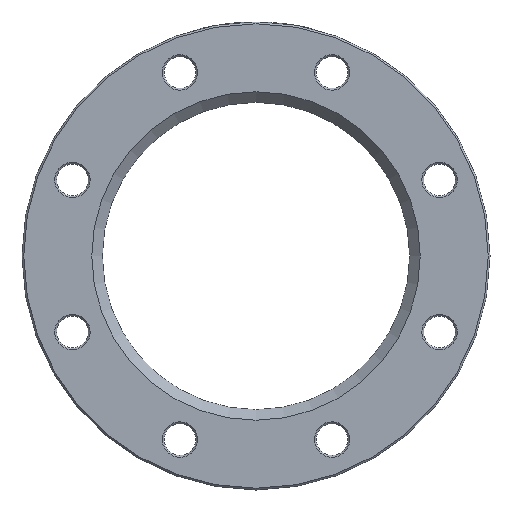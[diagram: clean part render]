
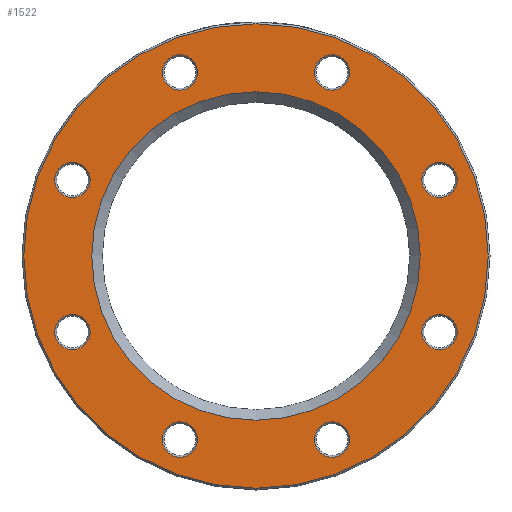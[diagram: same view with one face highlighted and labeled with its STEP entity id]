
A CAD part, left-side view. The second image highlights one B-rep face of the part: STEP entity #1522.
In plain terms, the highlighted planar face has unit normal (-1, 0, 0).
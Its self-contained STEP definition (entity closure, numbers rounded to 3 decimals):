
#300 = DIRECTION ( 'NONE',  ( 0., 0., -1. ) ) ;
#310 = VERTEX_POINT ( 'NONE', #1909 ) ;
#468 = EDGE_LOOP ( 'NONE', ( #4519 ) ) ;
#529 = FACE_BOUND ( 'NONE', #468, .T. ) ;
#550 = EDGE_LOOP ( 'NONE', ( #4706 ) ) ;
#551 = CARTESIAN_POINT ( 'NONE',  ( 0., 43.052, 103.936 ) ) ;
#556 = ORIENTED_EDGE ( 'NONE', *, *, #3859, .T. ) ;
#559 = FACE_BOUND ( 'NONE', #718, .T. ) ;
#604 = CARTESIAN_POINT ( 'NONE',  ( 0., 43.052, -103.936 ) ) ;
#668 = EDGE_CURVE ( 'NONE', #3889, #3889, #3348, .T. ) ;
#697 = CARTESIAN_POINT ( 'NONE',  ( 0., -43.052, -113.936 ) ) ;
#701 = ORIENTED_EDGE ( 'NONE', *, *, #3725, .T. ) ;
#718 = EDGE_LOOP ( 'NONE', ( #5234 ) ) ;
#726 = CARTESIAN_POINT ( 'NONE',  ( 0., 103.936, -43.052 ) ) ;
#789 = CIRCLE ( 'NONE', #1705, 10. ) ;
#808 = EDGE_CURVE ( 'NONE', #1495, #1495, #1415, .T. ) ;
#818 = CIRCLE ( 'NONE', #3785, 131.5 ) ;
#861 = CARTESIAN_POINT ( 'NONE',  ( 0., 43.052, -113.936 ) ) ;
#877 = EDGE_LOOP ( 'NONE', ( #701 ) ) ;
#888 = DIRECTION ( 'NONE',  ( 1., 0., 0. ) ) ;
#898 = ORIENTED_EDGE ( 'NONE', *, *, #4496, .T. ) ;
#930 = FACE_BOUND ( 'NONE', #1900, .T. ) ;
#945 = DIRECTION ( 'NONE',  ( 1., 0., 0. ) ) ;
#1014 = EDGE_CURVE ( 'NONE', #3911, #3911, #818, .T. ) ;
#1027 = DIRECTION ( 'NONE',  ( 0., 0., -1. ) ) ;
#1029 = DIRECTION ( 'NONE',  ( 0., 0., -1. ) ) ;
#1072 = DIRECTION ( 'NONE',  ( 0., 0., -1. ) ) ;
#1256 = CIRCLE ( 'NONE', #4911, 10. ) ;
#1332 = CARTESIAN_POINT ( 'NONE',  ( 0., 0., 0. ) ) ;
#1344 = FACE_BOUND ( 'NONE', #877, .T. ) ;
#1348 = ORIENTED_EDGE ( 'NONE', *, *, #2726, .T. ) ;
#1367 = DIRECTION ( 'NONE',  ( 0., 0., -1. ) ) ;
#1384 = DIRECTION ( 'NONE',  ( 1., 0., 0. ) ) ;
#1415 = CIRCLE ( 'NONE', #3441, 10. ) ;
#1473 = CARTESIAN_POINT ( 'NONE',  ( 0., 103.936, 33.052 ) ) ;
#1495 = VERTEX_POINT ( 'NONE', #1932 ) ;
#1508 = DIRECTION ( 'NONE',  ( -1., 0., 0. ) ) ;
#1522 = ADVANCED_FACE ( 'NONE', ( #1344, #4560, #2946, #930, #559, #4588, #2518, #2543, #529, #4463 ), #3609, .F. ) ;
#1537 = AXIS2_PLACEMENT_3D ( 'NONE', #1332, #888, #4576 ) ;
#1539 = VERTEX_POINT ( 'NONE', #3503 ) ;
#1593 = CARTESIAN_POINT ( 'NONE',  ( 0., 87., 0. ) ) ;
#1617 = AXIS2_PLACEMENT_3D ( 'NONE', #604, #1384, #2989 ) ;
#1667 = EDGE_CURVE ( 'NONE', #2718, #2718, #1933, .T. ) ;
#1705 = AXIS2_PLACEMENT_3D ( 'NONE', #5096, #4667, #1029 ) ;
#1775 = AXIS2_PLACEMENT_3D ( 'NONE', #3779, #3022, #1367 ) ;
#1900 = EDGE_LOOP ( 'NONE', ( #4251 ) ) ;
#1909 = CARTESIAN_POINT ( 'NONE',  ( 0., 43.052, 93.936 ) ) ;
#1932 = CARTESIAN_POINT ( 'NONE',  ( 0., 103.936, -53.052 ) ) ;
#1933 = CIRCLE ( 'NONE', #5100, 10. ) ;
#1988 = EDGE_CURVE ( 'NONE', #1539, #1539, #1256, .T. ) ;
#2034 = VERTEX_POINT ( 'NONE', #4430 ) ;
#2212 = CIRCLE ( 'NONE', #1537, 93. ) ;
#2281 = CIRCLE ( 'NONE', #1775, 10. ) ;
#2295 = DIRECTION ( 'NONE',  ( 1., 0., 0. ) ) ;
#2450 = VERTEX_POINT ( 'NONE', #861 ) ;
#2475 = CARTESIAN_POINT ( 'NONE',  ( 0., -103.936, -53.052 ) ) ;
#2476 = ORIENTED_EDGE ( 'NONE', *, *, #1014, .T. ) ;
#2491 = EDGE_LOOP ( 'NONE', ( #1348 ) ) ;
#2518 = FACE_BOUND ( 'NONE', #550, .T. ) ;
#2543 = FACE_BOUND ( 'NONE', #4303, .T. ) ;
#2564 = DIRECTION ( 'NONE',  ( 1., 0., 0. ) ) ;
#2588 = EDGE_LOOP ( 'NONE', ( #898 ) ) ;
#2702 = EDGE_CURVE ( 'NONE', #3937, #3937, #2281, .T. ) ;
#2718 = VERTEX_POINT ( 'NONE', #1473 ) ;
#2726 = EDGE_CURVE ( 'NONE', #310, #310, #3814, .T. ) ;
#2946 = FACE_BOUND ( 'NONE', #2491, .T. ) ;
#2989 = DIRECTION ( 'NONE',  ( 0., 0., -1. ) ) ;
#3022 = DIRECTION ( 'NONE',  ( 1., 0., 0. ) ) ;
#3048 = CARTESIAN_POINT ( 'NONE',  ( 0., 103.936, 43.052 ) ) ;
#3151 = CARTESIAN_POINT ( 'NONE',  ( 0., -103.936, 33.052 ) ) ;
#3204 = DIRECTION ( 'NONE',  ( 1., 0., 0. ) ) ;
#3285 = AXIS2_PLACEMENT_3D ( 'NONE', #1593, #3204, #4840 ) ;
#3348 = CIRCLE ( 'NONE', #4729, 10. ) ;
#3407 = DIRECTION ( 'NONE',  ( 1., 0., 0. ) ) ;
#3441 = AXIS2_PLACEMENT_3D ( 'NONE', #726, #3590, #4353 ) ;
#3503 = CARTESIAN_POINT ( 'NONE',  ( 0., -43.052, 93.936 ) ) ;
#3590 = DIRECTION ( 'NONE',  ( 1., 0., 0. ) ) ;
#3609 = PLANE ( 'NONE',  #3285 ) ;
#3631 = AXIS2_PLACEMENT_3D ( 'NONE', #551, #2564, #1027 ) ;
#3687 = VERTEX_POINT ( 'NONE', #2475 ) ;
#3725 = EDGE_CURVE ( 'NONE', #2034, #2034, #2212, .T. ) ;
#3779 = CARTESIAN_POINT ( 'NONE',  ( 0., -103.936, 43.052 ) ) ;
#3785 = AXIS2_PLACEMENT_3D ( 'NONE', #4683, #1508, #1072 ) ;
#3814 = CIRCLE ( 'NONE', #3631, 10. ) ;
#3859 = EDGE_CURVE ( 'NONE', #2450, #2450, #4344, .T. ) ;
#3889 = VERTEX_POINT ( 'NONE', #697 ) ;
#3911 = VERTEX_POINT ( 'NONE', #5140 ) ;
#3927 = ORIENTED_EDGE ( 'NONE', *, *, #1667, .T. ) ;
#3937 = VERTEX_POINT ( 'NONE', #3151 ) ;
#3954 = EDGE_LOOP ( 'NONE', ( #3927 ) ) ;
#4251 = ORIENTED_EDGE ( 'NONE', *, *, #1988, .T. ) ;
#4303 = EDGE_LOOP ( 'NONE', ( #556 ) ) ;
#4329 = CARTESIAN_POINT ( 'NONE',  ( 0., -43.052, 103.936 ) ) ;
#4344 = CIRCLE ( 'NONE', #1617, 10. ) ;
#4353 = DIRECTION ( 'NONE',  ( 0., 0., -1. ) ) ;
#4430 = CARTESIAN_POINT ( 'NONE',  ( 0., 0., -93. ) ) ;
#4463 = FACE_BOUND ( 'NONE', #3954, .T. ) ;
#4496 = EDGE_CURVE ( 'NONE', #3687, #3687, #789, .T. ) ;
#4519 = ORIENTED_EDGE ( 'NONE', *, *, #808, .T. ) ;
#4560 = FACE_OUTER_BOUND ( 'NONE', #4864, .T. ) ;
#4576 = DIRECTION ( 'NONE',  ( 0., 0., -1. ) ) ;
#4577 = DIRECTION ( 'NONE',  ( 0., 0., -1. ) ) ;
#4588 = FACE_BOUND ( 'NONE', #2588, .T. ) ;
#4667 = DIRECTION ( 'NONE',  ( 1., 0., 0. ) ) ;
#4683 = CARTESIAN_POINT ( 'NONE',  ( 0., 0., 0. ) ) ;
#4706 = ORIENTED_EDGE ( 'NONE', *, *, #668, .T. ) ;
#4729 = AXIS2_PLACEMENT_3D ( 'NONE', #5022, #3407, #4993 ) ;
#4840 = DIRECTION ( 'NONE',  ( 0., 0., -1. ) ) ;
#4864 = EDGE_LOOP ( 'NONE', ( #2476 ) ) ;
#4911 = AXIS2_PLACEMENT_3D ( 'NONE', #4329, #2295, #300 ) ;
#4993 = DIRECTION ( 'NONE',  ( 0., 0., -1. ) ) ;
#5022 = CARTESIAN_POINT ( 'NONE',  ( 0., -43.052, -103.936 ) ) ;
#5096 = CARTESIAN_POINT ( 'NONE',  ( 0., -103.936, -43.052 ) ) ;
#5100 = AXIS2_PLACEMENT_3D ( 'NONE', #3048, #945, #4577 ) ;
#5140 = CARTESIAN_POINT ( 'NONE',  ( 0., 0., -131.5 ) ) ;
#5234 = ORIENTED_EDGE ( 'NONE', *, *, #2702, .T. ) ;
